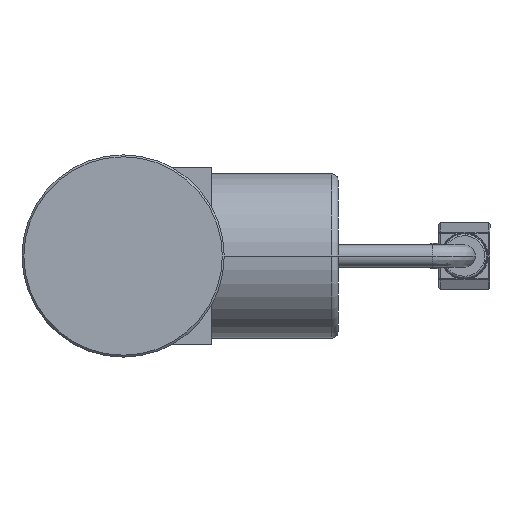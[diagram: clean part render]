
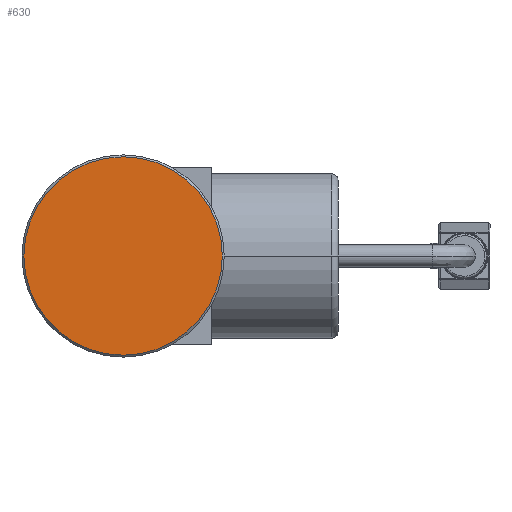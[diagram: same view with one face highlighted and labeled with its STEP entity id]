
A CAD part, left-side view. The second image highlights one B-rep face of the part: STEP entity #630.
In plain terms, the highlighted planar face has unit normal (-1, 0, 0).
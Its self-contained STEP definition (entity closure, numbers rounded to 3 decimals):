
#630 = ADVANCED_FACE ( 'NONE', ( #4271 ), #5259, .F. ) ;
#1490 = CARTESIAN_POINT ( 'NONE',  ( 0., 0., -15.7 ) ) ;
#1589 = AXIS2_PLACEMENT_3D ( 'NONE', #1841, #7385, #6726 ) ;
#1841 = CARTESIAN_POINT ( 'NONE',  ( 0., 0., 0. ) ) ;
#2045 = AXIS2_PLACEMENT_3D ( 'NONE', #8016, #7892, #3019 ) ;
#2084 = VERTEX_POINT ( 'NONE', #6090 ) ;
#2949 = CIRCLE ( 'NONE', #8333, 15.7 ) ;
#3019 = DIRECTION ( 'NONE',  ( 0., 0., 1. ) ) ;
#4271 = FACE_OUTER_BOUND ( 'NONE', #8465, .T. ) ;
#4306 = EDGE_CURVE ( 'NONE', #2084, #4629, #8110, .T. ) ;
#4454 = EDGE_CURVE ( 'NONE', #4629, #2084, #2949, .T. ) ;
#4629 = VERTEX_POINT ( 'NONE', #1490 ) ;
#5259 = PLANE ( 'NONE',  #1589 ) ;
#5418 = ORIENTED_EDGE ( 'NONE', *, *, #4454, .T. ) ;
#5489 = DIRECTION ( 'NONE',  ( 0., 0., 1. ) ) ;
#5493 = ORIENTED_EDGE ( 'NONE', *, *, #4306, .T. ) ;
#6090 = CARTESIAN_POINT ( 'NONE',  ( 0., 0., 15.7 ) ) ;
#6150 = CARTESIAN_POINT ( 'NONE',  ( 0., 0., 0. ) ) ;
#6726 = DIRECTION ( 'NONE',  ( 0., 0., -1. ) ) ;
#7385 = DIRECTION ( 'NONE',  ( 1., 0., 0. ) ) ;
#7560 = DIRECTION ( 'NONE',  ( -1., 0., 0. ) ) ;
#7892 = DIRECTION ( 'NONE',  ( -1., 0., 0. ) ) ;
#8016 = CARTESIAN_POINT ( 'NONE',  ( 0., 0., 0. ) ) ;
#8110 = CIRCLE ( 'NONE', #2045, 15.7 ) ;
#8333 = AXIS2_PLACEMENT_3D ( 'NONE', #6150, #7560, #5489 ) ;
#8465 = EDGE_LOOP ( 'NONE', ( #5418, #5493 ) ) ;
